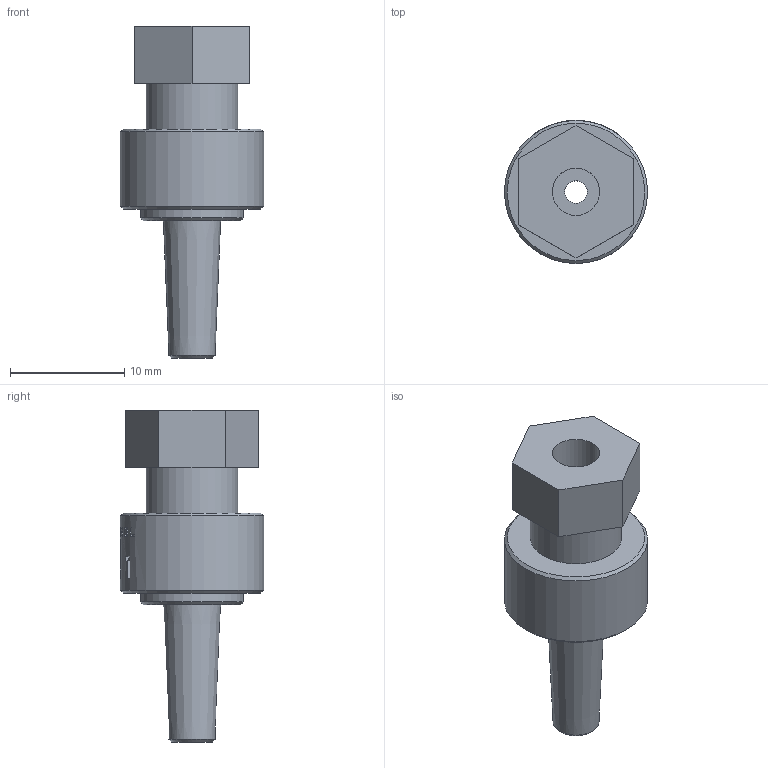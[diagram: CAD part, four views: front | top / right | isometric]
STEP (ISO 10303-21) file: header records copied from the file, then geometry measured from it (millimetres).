
FILE_DESCRIPTION(/* description */ ('Unknown'),/* implementation_level */ '2;1');
FILE_NAME(/* name */ 'S11 - ISO594-1 Fig 5, 80369-7 Fig C2',/* time_stamp */ '2017-06-21T13:14:51+10:00',/* author */ ('Unknown'),/* organization */ ('Unknown'),/* preprocessor_version */ 'ST-DEVELOPER v16.7',/* originating_system */ 'DEX',/* authorisation */ $);
FILE_SCHEMA (('AUTOMOTIVE_DESIGN {1 0 10303 214 3 1 1}'));
Length unit declared in the file: millimetre
Products named in the file (1): S11 - ISO594-1 Fig 5, 80369-7 Fig C2
Bounding box: 12.5 x 12.5 x 29 mm (x, y, z)
Volume: 1559.3 mm3; surface area: 1290.2 mm2
Topology: 1 solids, 1 shells, 123 faces, 311 edges, 207 vertices
Faces by surface type: plane 82, bspline 19, cylinder 17, cone 5
Full cylindrical faces by diameter (mm): 2 x1, 4.134 x1, 8 x1, 9 x1, 12.5 x1
Entity records: 6662 total; most frequent: CARTESIAN_POINT 3099, ORIENTED_EDGE 594, DIRECTION 442, EDGE_CURVE 297, VERTEX_POINT 204, AXIS2_PLACEMENT_3D 154, EDGE_LOOP 153, FACE_BOUND 153
